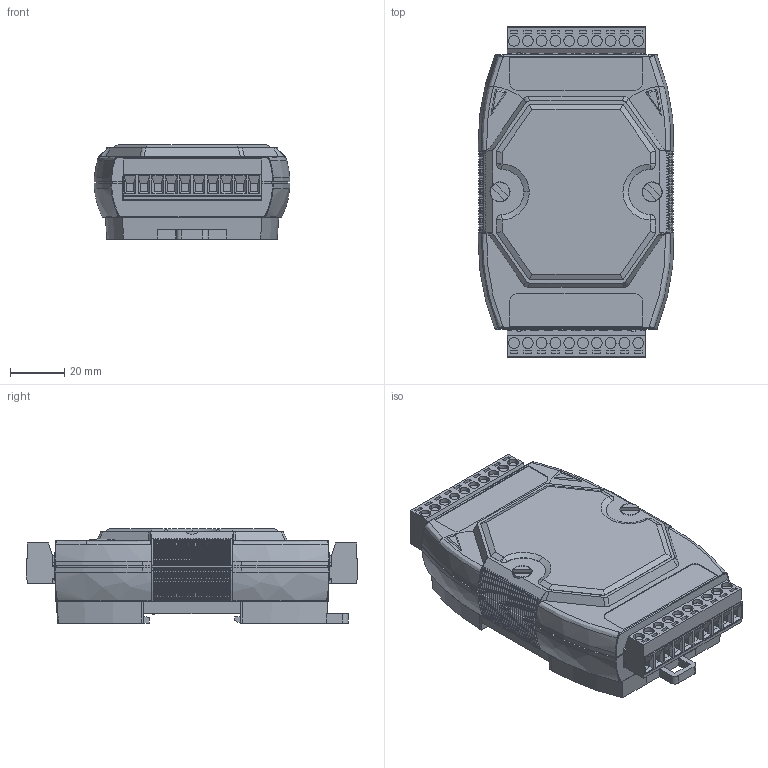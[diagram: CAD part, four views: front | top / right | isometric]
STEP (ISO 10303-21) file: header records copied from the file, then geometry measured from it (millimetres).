
FILE_DESCRIPTION (( 'STEP AP203' ), '1' );
FILE_NAME ('M-7052D.STEP', '2020-07-23T09:57:00', ( 'Windows 使用者' ), ( '' ), 'SwSTEP 2.0', 'SolidWorks 2019', '' );
FILE_SCHEMA (( 'CONFIG_CONTROL_DESIGN' ));
Length unit declared in the file: millimetre
Products named in the file (11): 7K_PCB; M-7052D; 4SIPP-751-AG; 4SI700000011W; 7000-PCGai.sldasm-Part-1; Block-5.08-10pin-M; 10 pin 5.08; 4SAPP-005-A; DC-PowerPin(5.08)-10pin-90; 4SIPP-751-BG
Assembly tree (13 placements, depth 3):
  M-7052D
    4SIPP-751-BG
    4SIPP-751-AG
    4SAPP-005-A
    7000-PCGai.sldasm-Part-1  x2
    7K_PCB
    10 pin 5.08
      Block-5.08-10pin-M
      DC-PowerPin(5.08)-10pin-90
    10 pin 5.08
      Block-5.08-10pin-M
      DC-PowerPin(5.08)-10pin-90
    4SI700000011W
Bounding box: 72.04 x 122 x 34.7 mm (x, y, z)
Volume: 72731.6 mm3; surface area: 88394.5 mm2
Topology: 11 solids, 11 shells, 3579 faces, 9960 edges, 6525 vertices
Faces by surface type: plane 2110, cylinder 538, bspline 344, cone 307, torus 238, sphere 42
Entity records: 103585 total; most frequent: CARTESIAN_POINT 36220, ORIENTED_EDGE 15490, DIRECTION 11766, EDGE_CURVE 7745, VERTEX_POINT 5091, AXIS2_PLACEMENT_3D 4097, VECTOR 3572, LINE 3572
